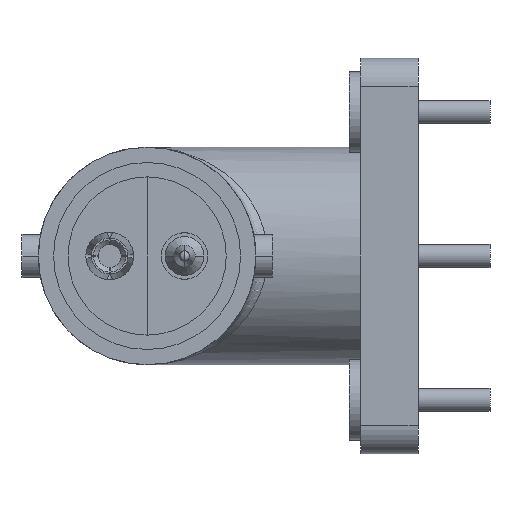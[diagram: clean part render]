
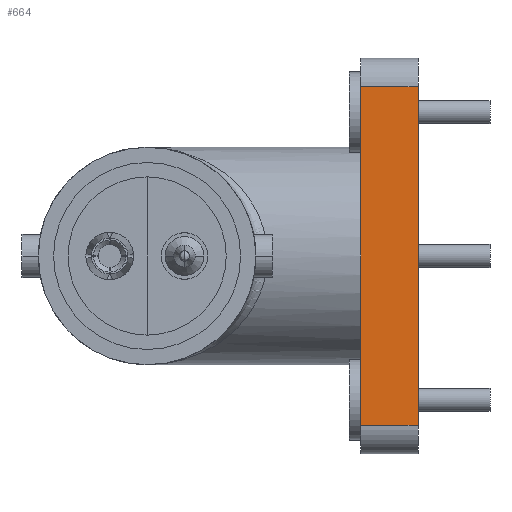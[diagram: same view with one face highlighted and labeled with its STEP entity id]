
A CAD part, left-side view. The second image highlights one B-rep face of the part: STEP entity #664.
In plain terms, the highlighted planar face has unit normal (-1, 0, 0).
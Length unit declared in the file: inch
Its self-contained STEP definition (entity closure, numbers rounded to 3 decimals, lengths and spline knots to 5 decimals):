
#36 = DIRECTION ( 'NONE',  ( 0., 1., 0. ) ) ;
#56 = EDGE_LOOP ( 'NONE', ( #3436, #452, #1663, #602 ) ) ;
#326 = VECTOR ( 'NONE', #3946, 39.37008 ) ;
#452 = ORIENTED_EDGE ( 'NONE', *, *, #822, .T. ) ;
#602 = ORIENTED_EDGE ( 'NONE', *, *, #1146, .T. ) ;
#664 = ADVANCED_FACE ( 'NONE', ( #3691 ), #5253, .T. ) ;
#704 = LINE ( 'NONE', #806, #326 ) ;
#778 = CARTESIAN_POINT ( 'NONE',  ( -0.344, 0., -0.344 ) ) ;
#806 = CARTESIAN_POINT ( 'NONE',  ( -0.344, 0.1, -0.344 ) ) ;
#822 = EDGE_CURVE ( 'NONE', #3709, #1371, #5014, .T. ) ;
#1146 = EDGE_CURVE ( 'NONE', #4725, #4880, #3706, .T. ) ;
#1228 = DIRECTION ( 'NONE',  ( -1., 0., 0. ) ) ;
#1371 = VERTEX_POINT ( 'NONE', #3999 ) ;
#1396 = CARTESIAN_POINT ( 'NONE',  ( -0.344, 0.1, -0.294 ) ) ;
#1642 = VECTOR ( 'NONE', #3164, 39.37008 ) ;
#1663 = ORIENTED_EDGE ( 'NONE', *, *, #4516, .F. ) ;
#2966 = VECTOR ( 'NONE', #36, 39.37008 ) ;
#3164 = DIRECTION ( 'NONE',  ( 0., 0., -1. ) ) ;
#3191 = EDGE_CURVE ( 'NONE', #4880, #3709, #704, .T. ) ;
#3290 = DIRECTION ( 'NONE',  ( 0., 0., 1. ) ) ;
#3426 = DIRECTION ( 'NONE',  ( 0., -1., 0. ) ) ;
#3429 = AXIS2_PLACEMENT_3D ( 'NONE', #4432, #1228, #3290 ) ;
#3436 = ORIENTED_EDGE ( 'NONE', *, *, #3191, .T. ) ;
#3561 = LINE ( 'NONE', #778, #1642 ) ;
#3691 = FACE_OUTER_BOUND ( 'NONE', #56, .T. ) ;
#3706 = LINE ( 'NONE', #4426, #2966 ) ;
#3709 = VERTEX_POINT ( 'NONE', #3814 ) ;
#3814 = CARTESIAN_POINT ( 'NONE',  ( -0.344, 0.1, -0.294 ) ) ;
#3868 = VECTOR ( 'NONE', #3426, 39.37008 ) ;
#3946 = DIRECTION ( 'NONE',  ( 0., 0., -1. ) ) ;
#3999 = CARTESIAN_POINT ( 'NONE',  ( -0.344, 0., -0.294 ) ) ;
#4426 = CARTESIAN_POINT ( 'NONE',  ( -0.344, 0.1, 0.294 ) ) ;
#4432 = CARTESIAN_POINT ( 'NONE',  ( -0.344, 0.1, -0.344 ) ) ;
#4516 = EDGE_CURVE ( 'NONE', #4725, #1371, #3561, .T. ) ;
#4725 = VERTEX_POINT ( 'NONE', #4989 ) ;
#4823 = CARTESIAN_POINT ( 'NONE',  ( -0.344, 0.1, 0.294 ) ) ;
#4880 = VERTEX_POINT ( 'NONE', #4823 ) ;
#4989 = CARTESIAN_POINT ( 'NONE',  ( -0.344, 0., 0.294 ) ) ;
#5014 = LINE ( 'NONE', #1396, #3868 ) ;
#5253 = PLANE ( 'NONE',  #3429 ) ;
